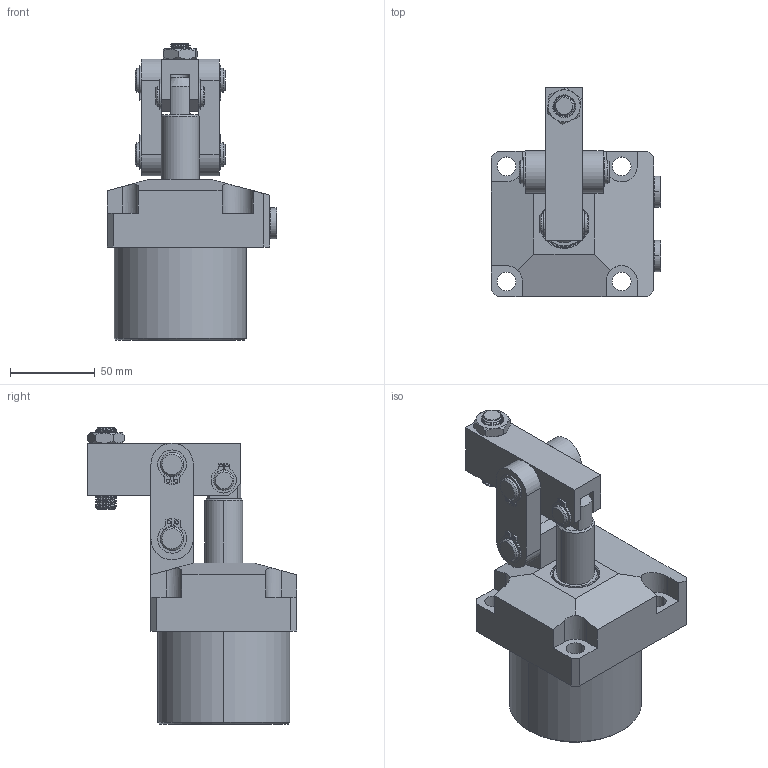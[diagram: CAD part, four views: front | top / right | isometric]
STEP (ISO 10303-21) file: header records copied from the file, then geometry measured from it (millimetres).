
FILE_DESCRIPTION (( 'STEP AP203' ), '1' );
FILE_NAME ('CLKA-075P-R.STEP', '2018-07-14T08:28:58', ( '' ), ( '' ), 'SwSTEP 2.0', 'SolidWorks 2015', '' );
FILE_SCHEMA (( 'CONFIG_CONTROL_DESIGN' ));
Length unit declared in the file: millimetre
Products named in the file (11): CLKA-075P-R; duanxiao75; yabi75; CLKA-75P-R-benti; dangjuan01; liangan75; zhangxiao75; dangjuan75; luosi75; m12luomo; 黑芛G4-1
Assembly tree (17 placements, depth 2):
  CLKA-075P-R
    CLKA-75P-R-benti
    dangjuan01  x2
    dangjuan75  x4
    duanxiao75
    liangan75  x2
    luosi75
    m12luomo
    yabi75
    zhangxiao75  x2
    黑芛G4-1  x2
Bounding box: 100 x 123.5 x 175.01 mm (x, y, z)
Volume: 670679 mm3; surface area: 95815.8 mm2
Topology: 17 solids, 17 shells, 604 faces, 1561 edges, 1019 vertices
Faces by surface type: cylinder 350, plane 170, cone 62, bspline 12, torus 10
Entity records: 24974 total; most frequent: CARTESIAN_POINT 13114, ORIENTED_EDGE 2404, DIRECTION 2024, EDGE_CURVE 1202, VERTEX_POINT 785, AXIS2_PLACEMENT_3D 762, EDGE_LOOP 519, VECTOR 500
